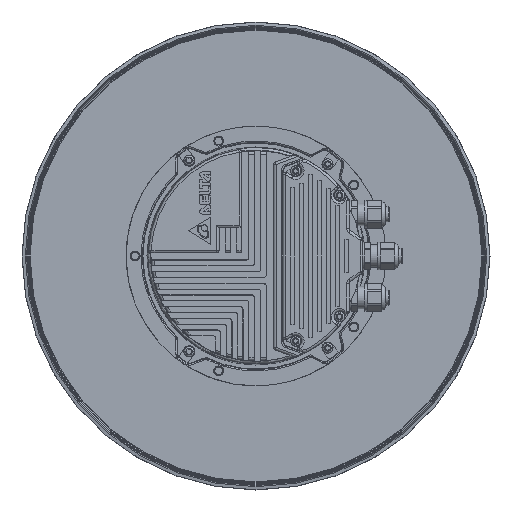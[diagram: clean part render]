
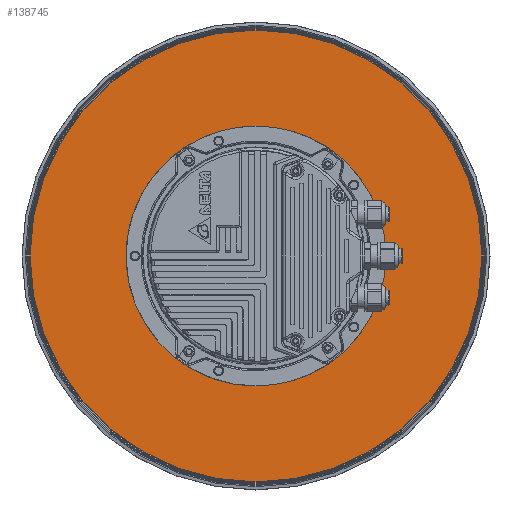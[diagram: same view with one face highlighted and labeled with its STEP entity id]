
A CAD part, front view. The second image highlights one B-rep face of the part: STEP entity #138745.
In plain terms, the highlighted planar face has unit normal (0, -1, 0).
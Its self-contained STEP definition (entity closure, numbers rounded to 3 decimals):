
#135795=CARTESIAN_POINT('',(0.,0.,0.));
#135796=DIRECTION('',(0.,1.,0.));
#135797=DIRECTION('',(-1.,0.,0.));
#135798=AXIS2_PLACEMENT_3D('',#135795,#135796,#135797);
#135800=CARTESIAN_POINT('',(0.,0.,0.));
#135801=DIRECTION('',(0.,1.,0.));
#135802=DIRECTION('',(1.,0.,0.));
#135803=AXIS2_PLACEMENT_3D('',#135800,#135801,#135802);
#135805=CARTESIAN_POINT('',(0.,0.,0.));
#135806=DIRECTION('',(0.,-1.,0.));
#135807=DIRECTION('',(-1.,0.,0.));
#135808=AXIS2_PLACEMENT_3D('',#135805,#135806,#135807);
#135810=CARTESIAN_POINT('',(0.,0.,0.));
#135811=DIRECTION('',(0.,-1.,0.));
#135812=DIRECTION('',(1.,0.,0.));
#135813=AXIS2_PLACEMENT_3D('',#135810,#135811,#135812);
#135815=CARTESIAN_POINT('',(0.,0.,-81.5));
#135816=DIRECTION('',(0.,-1.,0.));
#135817=DIRECTION('',(-1.,0.,0.));
#135818=AXIS2_PLACEMENT_3D('',#135815,#135816,#135817);
#135820=CARTESIAN_POINT('',(0.,0.,-81.5));
#135821=DIRECTION('',(0.,-1.,0.));
#135822=DIRECTION('',(1.,0.,0.));
#135823=AXIS2_PLACEMENT_3D('',#135820,#135821,#135822);
#135825=CARTESIAN_POINT('',(-70.581,0.,-40.75));
#135826=DIRECTION('',(0.,-1.,0.));
#135827=DIRECTION('',(-0.5,0.,0.866));
#135828=AXIS2_PLACEMENT_3D('',#135825,#135826,#135827);
#135830=CARTESIAN_POINT('',(-70.581,0.,-40.75));
#135831=DIRECTION('',(0.,-1.,0.));
#135832=DIRECTION('',(0.5,0.,-0.866));
#135833=AXIS2_PLACEMENT_3D('',#135830,#135831,#135832);
#135835=CARTESIAN_POINT('',(-70.581,0.,40.75));
#135836=DIRECTION('',(0.,-1.,0.));
#135837=DIRECTION('',(0.5,0.,0.866));
#135838=AXIS2_PLACEMENT_3D('',#135835,#135836,#135837);
#135840=CARTESIAN_POINT('',(-70.581,0.,40.75));
#135841=DIRECTION('',(0.,-1.,0.));
#135842=DIRECTION('',(-0.5,0.,-0.866));
#135843=AXIS2_PLACEMENT_3D('',#135840,#135841,#135842);
#135845=CARTESIAN_POINT('',(0.,0.,81.5));
#135846=DIRECTION('',(0.,-1.,0.));
#135847=DIRECTION('',(1.,0.,0.));
#135848=AXIS2_PLACEMENT_3D('',#135845,#135846,#135847);
#135850=CARTESIAN_POINT('',(0.,0.,81.5));
#135851=DIRECTION('',(0.,-1.,0.));
#135852=DIRECTION('',(-1.,0.,0.));
#135853=AXIS2_PLACEMENT_3D('',#135850,#135851,#135852);
#135855=CARTESIAN_POINT('',(70.581,0.,40.75));
#135856=DIRECTION('',(0.,-1.,0.));
#135857=DIRECTION('',(0.5,0.,-0.866));
#135858=AXIS2_PLACEMENT_3D('',#135855,#135856,#135857);
#135860=CARTESIAN_POINT('',(70.581,0.,40.75));
#135861=DIRECTION('',(0.,-1.,0.));
#135862=DIRECTION('',(-0.5,0.,0.866));
#135863=AXIS2_PLACEMENT_3D('',#135860,#135861,#135862);
#135865=CARTESIAN_POINT('',(70.581,0.,-40.75));
#135866=DIRECTION('',(0.,-1.,0.));
#135867=DIRECTION('',(-0.5,0.,-0.866));
#135868=AXIS2_PLACEMENT_3D('',#135865,#135866,#135867);
#135870=CARTESIAN_POINT('',(70.581,0.,-40.75));
#135871=DIRECTION('',(0.,-1.,0.));
#135872=DIRECTION('',(0.5,0.,0.866));
#135873=AXIS2_PLACEMENT_3D('',#135870,#135871,#135872);
#135875=CARTESIAN_POINT('',(-40.75,0.,-70.581));
#135876=DIRECTION('',(0.,-1.,0.));
#135877=DIRECTION('',(-1.,0.,0.));
#135878=AXIS2_PLACEMENT_3D('',#135875,#135876,#135877);
#135880=CARTESIAN_POINT('',(-40.75,0.,-70.581));
#135881=DIRECTION('',(0.,-1.,0.));
#135882=DIRECTION('',(1.,0.,0.));
#135883=AXIS2_PLACEMENT_3D('',#135880,#135881,#135882);
#135885=CARTESIAN_POINT('',(-40.75,0.,70.581));
#135886=DIRECTION('',(0.,-1.,0.));
#135887=DIRECTION('',(0.5,0.,0.866));
#135888=AXIS2_PLACEMENT_3D('',#135885,#135886,#135887);
#135890=CARTESIAN_POINT('',(-40.75,0.,70.581));
#135891=DIRECTION('',(0.,-1.,0.));
#135892=DIRECTION('',(-0.5,0.,-0.866));
#135893=AXIS2_PLACEMENT_3D('',#135890,#135891,#135892);
#135895=CARTESIAN_POINT('',(81.5,0.,0.));
#135896=DIRECTION('',(0.,-1.,0.));
#135897=DIRECTION('',(0.5,0.,-0.866));
#135898=AXIS2_PLACEMENT_3D('',#135895,#135896,#135897);
#135900=CARTESIAN_POINT('',(81.5,0.,0.));
#135901=DIRECTION('',(0.,-1.,0.));
#135902=DIRECTION('',(-0.5,0.,0.866));
#135903=AXIS2_PLACEMENT_3D('',#135900,#135901,#135902);
#137908=CARTESIAN_POINT('',(173.879,0.,0.));
#137909=VERTEX_POINT('',#137908);
#137910=CARTESIAN_POINT('',(-173.879,0.,0.));
#137911=VERTEX_POINT('',#137910);
#137912=CARTESIAN_POINT('',(-75.,0.,0.));
#137913=CARTESIAN_POINT('',(75.,0.,0.));
#137914=VERTEX_POINT('',#137912);
#137915=VERTEX_POINT('',#137913);
#137916=CARTESIAN_POINT('',(-3.25,0.,-81.5));
#137917=CARTESIAN_POINT('',(3.25,0.,-81.5));
#137918=VERTEX_POINT('',#137916);
#137919=VERTEX_POINT('',#137917);
#137920=CARTESIAN_POINT('',(-72.206,0.,
-37.935));
#137921=CARTESIAN_POINT('',(-68.956,0.,
-43.565));
#137922=VERTEX_POINT('',#137920);
#137923=VERTEX_POINT('',#137921);
#137924=CARTESIAN_POINT('',(-68.956,0.,
43.565));
#137925=CARTESIAN_POINT('',(-72.206,0.,
37.935));
#137926=VERTEX_POINT('',#137924);
#137927=VERTEX_POINT('',#137925);
#137928=CARTESIAN_POINT('',(3.25,0.,81.5));
#137929=CARTESIAN_POINT('',(-3.25,0.,81.5));
#137930=VERTEX_POINT('',#137928);
#137931=VERTEX_POINT('',#137929);
#137932=CARTESIAN_POINT('',(72.206,0.,
37.935));
#137933=CARTESIAN_POINT('',(68.956,0.,
43.565));
#137934=VERTEX_POINT('',#137932);
#137935=VERTEX_POINT('',#137933);
#137936=CARTESIAN_POINT('',(68.956,0.,
-43.565));
#137937=CARTESIAN_POINT('',(72.206,0.,
-37.935));
#137938=VERTEX_POINT('',#137936);
#137939=VERTEX_POINT('',#137937);
#137940=CARTESIAN_POINT('',(-43.25,0.,-70.581));
#137941=CARTESIAN_POINT('',(-38.25,0.,-70.581));
#137942=VERTEX_POINT('',#137940);
#137943=VERTEX_POINT('',#137941);
#137944=CARTESIAN_POINT('',(-39.5,0.,72.746));
#137945=CARTESIAN_POINT('',(-42.,0.,68.416));
#137946=VERTEX_POINT('',#137944);
#137947=VERTEX_POINT('',#137945);
#137948=CARTESIAN_POINT('',(82.75,0.,-2.165));
#137949=CARTESIAN_POINT('',(80.25,0.,2.165));
#137950=VERTEX_POINT('',#137948);
#137951=VERTEX_POINT('',#137949);
#138676=CARTESIAN_POINT('',(0.,0.,0.));
#138677=DIRECTION('',(0.,1.,0.));
#138678=DIRECTION('',(1.,0.,0.));
#138679=AXIS2_PLACEMENT_3D('',#138676,#138677,#138678);
#138680=PLANE('',#138679);
#138681=ORIENTED_EDGE('',*,*,#138655,.T.);
#138682=ORIENTED_EDGE('',*,*,#138671,.T.);
#138683=EDGE_LOOP('',(#138681,#138682));
#138684=FACE_OUTER_BOUND('',#138683,.F.);
#138686=ORIENTED_EDGE('',*,*,#138685,.T.);
#138688=ORIENTED_EDGE('',*,*,#138687,.T.);
#138689=EDGE_LOOP('',(#138686,#138688));
#138690=FACE_BOUND('',#138689,.F.);
#138692=ORIENTED_EDGE('',*,*,#138691,.T.);
#138694=ORIENTED_EDGE('',*,*,#138693,.T.);
#138695=EDGE_LOOP('',(#138692,#138694));
#138696=FACE_BOUND('',#138695,.F.);
#138698=ORIENTED_EDGE('',*,*,#138697,.T.);
#138700=ORIENTED_EDGE('',*,*,#138699,.T.);
#138701=EDGE_LOOP('',(#138698,#138700));
#138702=FACE_BOUND('',#138701,.F.);
#138704=ORIENTED_EDGE('',*,*,#138703,.T.);
#138706=ORIENTED_EDGE('',*,*,#138705,.T.);
#138707=EDGE_LOOP('',(#138704,#138706));
#138708=FACE_BOUND('',#138707,.F.);
#138710=ORIENTED_EDGE('',*,*,#138709,.T.);
#138712=ORIENTED_EDGE('',*,*,#138711,.T.);
#138713=EDGE_LOOP('',(#138710,#138712));
#138714=FACE_BOUND('',#138713,.F.);
#138716=ORIENTED_EDGE('',*,*,#138715,.T.);
#138718=ORIENTED_EDGE('',*,*,#138717,.T.);
#138719=EDGE_LOOP('',(#138716,#138718));
#138720=FACE_BOUND('',#138719,.F.);
#138722=ORIENTED_EDGE('',*,*,#138721,.T.);
#138724=ORIENTED_EDGE('',*,*,#138723,.T.);
#138725=EDGE_LOOP('',(#138722,#138724));
#138726=FACE_BOUND('',#138725,.F.);
#138728=ORIENTED_EDGE('',*,*,#138727,.T.);
#138730=ORIENTED_EDGE('',*,*,#138729,.T.);
#138731=EDGE_LOOP('',(#138728,#138730));
#138732=FACE_BOUND('',#138731,.F.);
#138734=ORIENTED_EDGE('',*,*,#138733,.T.);
#138736=ORIENTED_EDGE('',*,*,#138735,.T.);
#138737=EDGE_LOOP('',(#138734,#138736));
#138738=FACE_BOUND('',#138737,.F.);
#138740=ORIENTED_EDGE('',*,*,#138739,.T.);
#138742=ORIENTED_EDGE('',*,*,#138741,.T.);
#138743=EDGE_LOOP('',(#138740,#138742));
#138744=FACE_BOUND('',#138743,.F.);
#138745=ADVANCED_FACE('',(#138684,#138690,#138696,#138702,#138708,#138714,
#138720,#138726,#138732,#138738,#138744),#138680,.F.);
#135799=CIRCLE('',#135798,173.879);
#135804=CIRCLE('',#135803,173.879);
#135809=CIRCLE('',#135808,75.);
#135814=CIRCLE('',#135813,75.);
#135819=CIRCLE('',#135818,3.25);
#135824=CIRCLE('',#135823,3.25);
#135829=CIRCLE('',#135828,3.25);
#135834=CIRCLE('',#135833,3.25);
#135839=CIRCLE('',#135838,3.25);
#135844=CIRCLE('',#135843,3.25);
#135849=CIRCLE('',#135848,3.25);
#135854=CIRCLE('',#135853,3.25);
#135859=CIRCLE('',#135858,3.25);
#135864=CIRCLE('',#135863,3.25);
#135869=CIRCLE('',#135868,3.25);
#135874=CIRCLE('',#135873,3.25);
#135879=CIRCLE('',#135878,2.5);
#135884=CIRCLE('',#135883,2.5);
#135889=CIRCLE('',#135888,2.5);
#135894=CIRCLE('',#135893,2.5);
#135899=CIRCLE('',#135898,2.5);
#135904=CIRCLE('',#135903,2.5);
#138655=EDGE_CURVE('',#137911,#137909,#135799,.T.);
#138671=EDGE_CURVE('',#137909,#137911,#135804,.T.);
#138685=EDGE_CURVE('',#137914,#137915,#135809,.T.);
#138687=EDGE_CURVE('',#137915,#137914,#135814,.T.);
#138691=EDGE_CURVE('',#137918,#137919,#135819,.T.);
#138693=EDGE_CURVE('',#137919,#137918,#135824,.T.);
#138697=EDGE_CURVE('',#137922,#137923,#135829,.T.);
#138699=EDGE_CURVE('',#137923,#137922,#135834,.T.);
#138703=EDGE_CURVE('',#137926,#137927,#135839,.T.);
#138705=EDGE_CURVE('',#137927,#137926,#135844,.T.);
#138709=EDGE_CURVE('',#137930,#137931,#135849,.T.);
#138711=EDGE_CURVE('',#137931,#137930,#135854,.T.);
#138715=EDGE_CURVE('',#137934,#137935,#135859,.T.);
#138717=EDGE_CURVE('',#137935,#137934,#135864,.T.);
#138721=EDGE_CURVE('',#137938,#137939,#135869,.T.);
#138723=EDGE_CURVE('',#137939,#137938,#135874,.T.);
#138727=EDGE_CURVE('',#137942,#137943,#135879,.T.);
#138729=EDGE_CURVE('',#137943,#137942,#135884,.T.);
#138733=EDGE_CURVE('',#137946,#137947,#135889,.T.);
#138735=EDGE_CURVE('',#137947,#137946,#135894,.T.);
#138739=EDGE_CURVE('',#137950,#137951,#135899,.T.);
#138741=EDGE_CURVE('',#137951,#137950,#135904,.T.);
